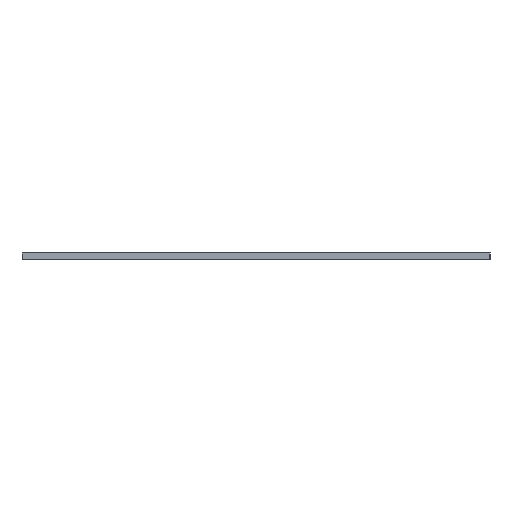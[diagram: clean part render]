
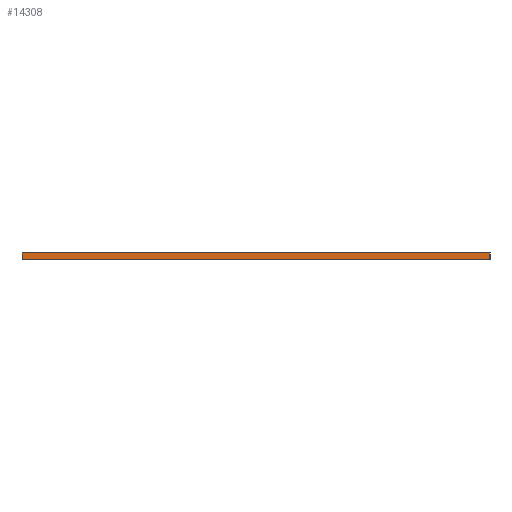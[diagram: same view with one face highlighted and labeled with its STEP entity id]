
A CAD part, left-side view. The second image highlights one B-rep face of the part: STEP entity #14308.
In plain terms, the highlighted planar face has unit normal (-1, 0, 0).
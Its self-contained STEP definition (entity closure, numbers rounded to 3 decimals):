
#686=PLANE('',#15624);
#1335=FACE_OUTER_BOUND('',#2054,.T.);
#2054=EDGE_LOOP('',(#11551,#11552,#11553,#11554));
#3516=LINE('',#23040,#4909);
#3517=LINE('',#23042,#4910);
#3518=LINE('',#23044,#4911);
#3519=LINE('',#23045,#4912);
#4909=VECTOR('',#19186,10.);
#4910=VECTOR('',#19187,10.);
#4911=VECTOR('',#19188,10.);
#4912=VECTOR('',#19189,10.);
#6872=VERTEX_POINT('',#23038);
#6873=VERTEX_POINT('',#23039);
#6874=VERTEX_POINT('',#23041);
#6875=VERTEX_POINT('',#23043);
#8860=EDGE_CURVE('',#6872,#6873,#3516,.T.);
#8861=EDGE_CURVE('',#6872,#6874,#3517,.T.);
#8862=EDGE_CURVE('',#6875,#6874,#3518,.T.);
#8863=EDGE_CURVE('',#6873,#6875,#3519,.T.);
#11551=ORIENTED_EDGE('',*,*,#8860,.F.);
#11552=ORIENTED_EDGE('',*,*,#8861,.T.);
#11553=ORIENTED_EDGE('',*,*,#8862,.F.);
#11554=ORIENTED_EDGE('',*,*,#8863,.F.);
#14308=ADVANCED_FACE('',(#1335),#686,.T.);
#15624=AXIS2_PLACEMENT_3D('',#23037,#19184,#19185);
#19184=DIRECTION('center_axis',(-1.,0.,0.));
#19185=DIRECTION('ref_axis',(0.,-1.,0.));
#19186=DIRECTION('',(0.,1.,0.));
#19187=DIRECTION('',(0.,0.,1.));
#19188=DIRECTION('',(0.,-1.,0.));
#19189=DIRECTION('',(0.,0.,1.));
#23037=CARTESIAN_POINT('Origin',(-4.875,104.505,0.));
#23038=CARTESIAN_POINT('',(-4.875,-1.66,0.));
#23039=CARTESIAN_POINT('',(-4.875,104.505,0.));
#23040=CARTESIAN_POINT('',(-4.875,-1.66,0.));
#23041=CARTESIAN_POINT('',(-4.875,-1.66,1.5));
#23042=CARTESIAN_POINT('',(-4.875,-1.66,0.));
#23043=CARTESIAN_POINT('',(-4.875,104.505,1.5));
#23044=CARTESIAN_POINT('',(-4.875,-1.66,1.5));
#23045=CARTESIAN_POINT('',(-4.875,104.505,0.));
